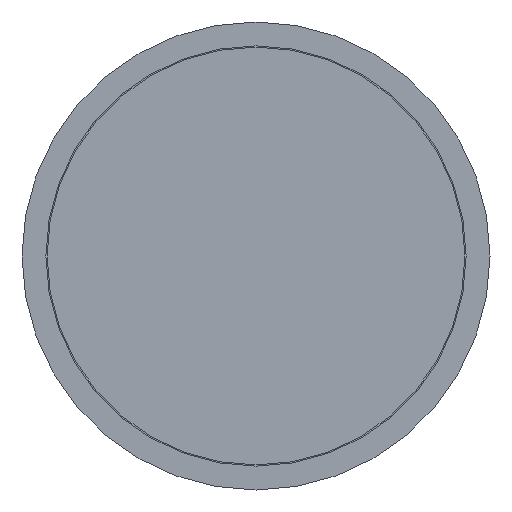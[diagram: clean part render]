
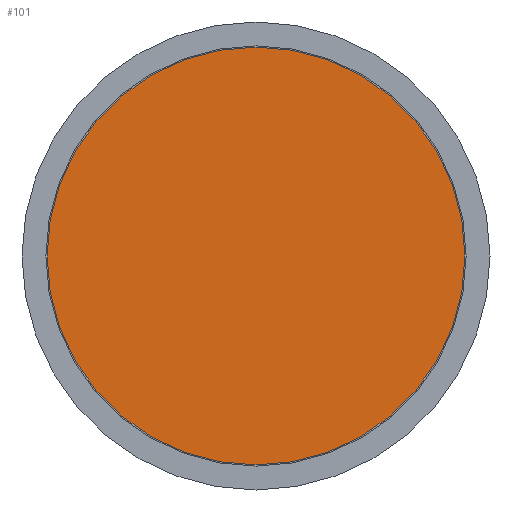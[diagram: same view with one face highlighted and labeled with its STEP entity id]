
A CAD part, front view. The second image highlights one B-rep face of the part: STEP entity #101.
In plain terms, the highlighted planar face has unit normal (0, -1, 0).
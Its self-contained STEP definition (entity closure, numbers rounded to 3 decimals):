
#101 = ADVANCED_FACE ( 'NONE', ( #820 ), #136, .F. ) ;
#136 = PLANE ( 'NONE',  #968 ) ;
#143 = DIRECTION ( 'NONE',  ( 0., 1., 0. ) ) ;
#251 = DIRECTION ( 'NONE',  ( 0., 0., -1. ) ) ;
#293 = EDGE_CURVE ( 'NONE', #446, #446, #403, .T. ) ;
#312 = CARTESIAN_POINT ( 'NONE',  ( 0., 0., -43.75 ) ) ;
#356 = CARTESIAN_POINT ( 'NONE',  ( -43.75, 0., 0. ) ) ;
#403 = CIRCLE ( 'NONE', #562, 43.75 ) ;
#446 = VERTEX_POINT ( 'NONE', #312 ) ;
#562 = AXIS2_PLACEMENT_3D ( 'NONE', #950, #956, #251 ) ;
#599 = EDGE_LOOP ( 'NONE', ( #662 ) ) ;
#662 = ORIENTED_EDGE ( 'NONE', *, *, #293, .T. ) ;
#749 = DIRECTION ( 'NONE',  ( 0., 0., 1. ) ) ;
#820 = FACE_OUTER_BOUND ( 'NONE', #599, .T. ) ;
#950 = CARTESIAN_POINT ( 'NONE',  ( 0., 0., 0. ) ) ;
#956 = DIRECTION ( 'NONE',  ( 0., -1., 0. ) ) ;
#968 = AXIS2_PLACEMENT_3D ( 'NONE', #356, #143, #749 ) ;
